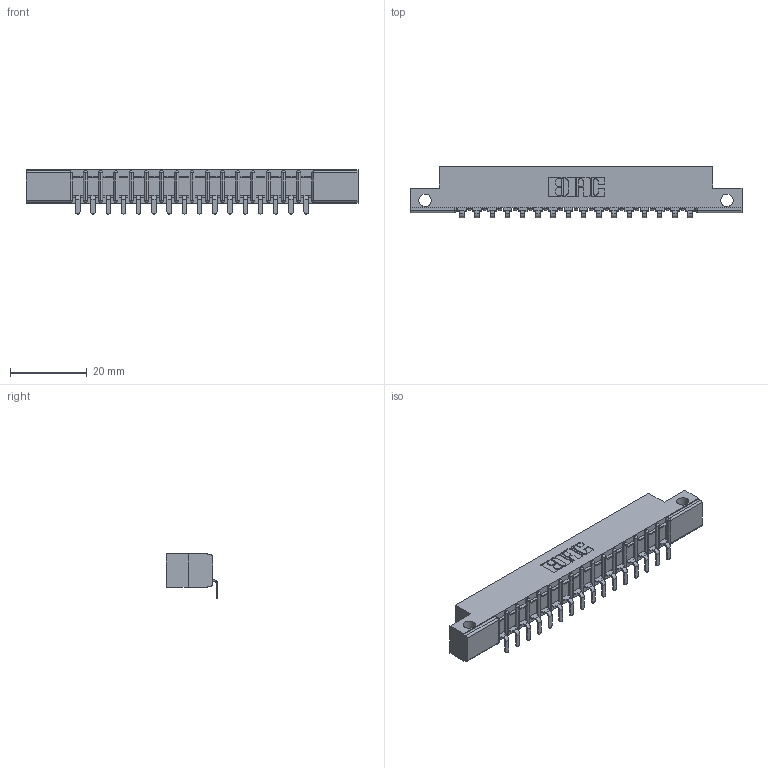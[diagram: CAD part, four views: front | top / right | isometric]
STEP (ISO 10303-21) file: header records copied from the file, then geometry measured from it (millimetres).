
FILE_DESCRIPTION (( 'STEP AP203' ), '1' );
FILE_NAME ('357-016-553-112.STEP', '2019-09-16T20:46:22', ( '' ), ( '' ), 'SwSTEP 2.0', 'SolidWorks 2016', '' );
FILE_SCHEMA (( 'CONFIG_CONTROL_DESIGN' ));
Length unit declared in the file: inch
Products named in the file (3): 357-016-553-112; 307-290-002_553; 307 Part_.128 Dia Side Mounting Holes
Assembly tree (17 placements, depth 2):
  357-016-553-112
    307 Part_.128 Dia Side Mounting Holes
    307-290-002_553  x16
Bounding box: 86.41 x 13.32 x 11.51 mm (x, y, z)
Volume: 5625.6 mm3; surface area: 9765.6 mm2
Topology: 17 solids, 17 shells, 1383 faces, 4227 edges, 2770 vertices
Faces by surface type: plane 822, cylinder 527, sphere 34
Entity records: 17778 total; most frequent: CARTESIAN_POINT 2996, ORIENTED_EDGE 2986, DIRECTION 2923, EDGE_CURVE 1493, VECTOR 1129, LINE 1129, VERTEX_POINT 970, AXIS2_PLACEMENT_3D 897
